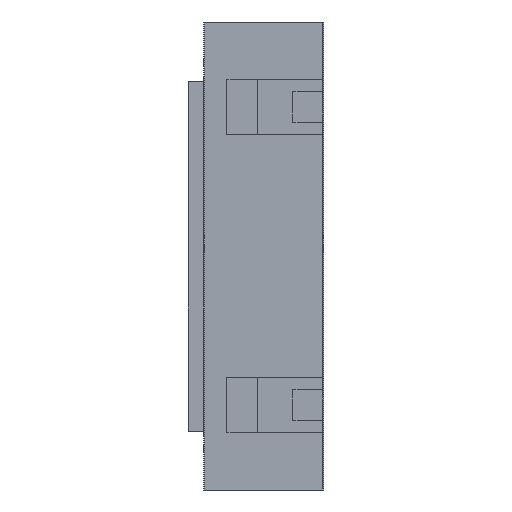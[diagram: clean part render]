
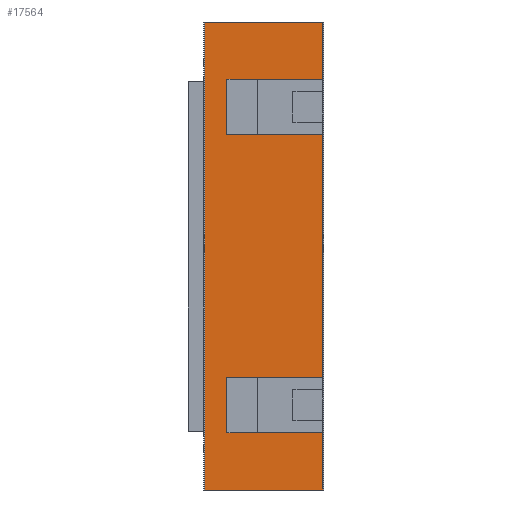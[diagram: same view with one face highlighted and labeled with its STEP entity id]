
A CAD part, front view. The second image highlights one B-rep face of the part: STEP entity #17564.
In plain terms, the highlighted planar face has unit normal (0, -1, 0).
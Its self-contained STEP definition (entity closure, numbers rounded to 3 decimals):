
#2170=DIRECTION('',(0.,0.,-1.));
#2171=VECTOR('',#2170,440.);
#2172=CARTESIAN_POINT('',(-55.5,10.5,220.));
#2173=LINE('',#2172,#2171);
#2218=DIRECTION('',(-1.,0.,0.));
#2219=VECTOR('',#2218,111.);
#2220=CARTESIAN_POINT('',(55.5,10.5,220.));
#2221=LINE('',#2220,#2219);
#2362=DIRECTION('',(1.,0.,0.));
#2363=VECTOR('',#2362,90.);
#2364=CARTESIAN_POINT('',(-34.5,10.5,166.25));
#2365=LINE('',#2364,#2363);
#2394=DIRECTION('',(0.,0.,1.));
#2395=VECTOR('',#2394,52.);
#2396=CARTESIAN_POINT('',(-34.5,10.5,114.25));
#2397=LINE('',#2396,#2395);
#2402=DIRECTION('',(1.,0.,0.));
#2403=VECTOR('',#2402,90.);
#2404=CARTESIAN_POINT('',(-34.5,10.5,114.25));
#2405=LINE('',#2404,#2403);
#2406=DIRECTION('',(0.,0.,-1.));
#2407=VECTOR('',#2406,228.5);
#2408=CARTESIAN_POINT('',(55.5,10.5,114.25));
#2409=LINE('',#2408,#2407);
#2410=DIRECTION('',(1.,0.,0.));
#2411=VECTOR('',#2410,90.);
#2412=CARTESIAN_POINT('',(-34.5,10.5,-166.25));
#2413=LINE('',#2412,#2411);
#2414=DIRECTION('',(0.,0.,-1.));
#2415=VECTOR('',#2414,53.75);
#2416=CARTESIAN_POINT('',(55.5,10.5,-166.25));
#2417=LINE('',#2416,#2415);
#2418=DIRECTION('',(-1.,0.,0.));
#2419=VECTOR('',#2418,111.);
#2420=CARTESIAN_POINT('',(55.5,10.5,-220.));
#2421=LINE('',#2420,#2419);
#2422=DIRECTION('',(0.,0.,-1.));
#2423=VECTOR('',#2422,53.75);
#2424=CARTESIAN_POINT('',(55.5,10.5,220.));
#2425=LINE('',#2424,#2423);
#2438=DIRECTION('',(1.,0.,0.));
#2439=VECTOR('',#2438,90.);
#2440=CARTESIAN_POINT('',(-34.5,10.5,-114.25));
#2441=LINE('',#2440,#2439);
#2518=DIRECTION('',(0.,0.,1.));
#2519=VECTOR('',#2518,52.);
#2520=CARTESIAN_POINT('',(-34.5,10.5,-166.25));
#2521=LINE('',#2520,#2519);
#11370=CARTESIAN_POINT('',(-55.5,10.5,-220.));
#11372=VERTEX_POINT('',#11370);
#11374=CARTESIAN_POINT('',(55.5,10.5,-220.));
#11375=VERTEX_POINT('',#11374);
#11384=CARTESIAN_POINT('',(-55.5,10.5,220.));
#11385=VERTEX_POINT('',#11384);
#11392=CARTESIAN_POINT('',(55.5,10.5,220.));
#11393=VERTEX_POINT('',#11392);
#11406=CARTESIAN_POINT('',(55.5,10.5,166.25));
#11407=VERTEX_POINT('',#11406);
#11409=CARTESIAN_POINT('',(55.5,10.5,114.25));
#11411=VERTEX_POINT('',#11409);
#11418=CARTESIAN_POINT('',(55.5,10.5,-114.25));
#11419=VERTEX_POINT('',#11418);
#11421=CARTESIAN_POINT('',(55.5,10.5,-166.25));
#11423=VERTEX_POINT('',#11421);
#11458=CARTESIAN_POINT('',(-34.5,10.5,-166.25));
#11459=VERTEX_POINT('',#11458);
#11468=CARTESIAN_POINT('',(-34.5,10.5,166.25));
#11469=VERTEX_POINT('',#11468);
#11470=CARTESIAN_POINT('',(-34.5,10.5,114.25));
#11471=VERTEX_POINT('',#11470);
#11472=CARTESIAN_POINT('',(-34.5,10.5,-114.25));
#11473=VERTEX_POINT('',#11472);
#17541=CARTESIAN_POINT('',(-55.5,10.5,-220.));
#17542=DIRECTION('',(0.,-1.,0.));
#17543=DIRECTION('',(1.,0.,0.));
#17544=AXIS2_PLACEMENT_3D('',#17541,#17542,#17543);
#17545=PLANE('',#17544);
#17546=ORIENTED_EDGE('',*,*,#17483,.F.);
#17547=ORIENTED_EDGE('',*,*,#17533,.F.);
#17548=ORIENTED_EDGE('',*,*,#17395,.T.);
#17549=ORIENTED_EDGE('',*,*,#17375,.T.);
#17551=ORIENTED_EDGE('',*,*,#17550,.F.);
#17553=ORIENTED_EDGE('',*,*,#17552,.F.);
#17555=ORIENTED_EDGE('',*,*,#17554,.T.);
#17557=ORIENTED_EDGE('',*,*,#17556,.T.);
#17558=ORIENTED_EDGE('',*,*,#17124,.T.);
#17559=ORIENTED_EDGE('',*,*,#17157,.F.);
#17560=ORIENTED_EDGE('',*,*,#17225,.F.);
#17561=ORIENTED_EDGE('',*,*,#17297,.T.);
#17562=EDGE_LOOP('',(#17546,#17547,#17548,#17549,#17551,#17553,#17555,#17557,
#17558,#17559,#17560,#17561));
#17563=FACE_OUTER_BOUND('',#17562,.F.);
#17564=ADVANCED_FACE('',(#17563),#17545,.T.);
#17124=EDGE_CURVE('',#11375,#11372,#2421,.T.);
#17157=EDGE_CURVE('',#11385,#11372,#2173,.T.);
#17225=EDGE_CURVE('',#11393,#11385,#2221,.T.);
#17297=EDGE_CURVE('',#11393,#11407,#2425,.T.);
#17375=EDGE_CURVE('',#11411,#11419,#2409,.T.);
#17395=EDGE_CURVE('',#11471,#11411,#2405,.T.);
#17483=EDGE_CURVE('',#11469,#11407,#2365,.T.);
#17533=EDGE_CURVE('',#11471,#11469,#2397,.T.);
#17550=EDGE_CURVE('',#11473,#11419,#2441,.T.);
#17552=EDGE_CURVE('',#11459,#11473,#2521,.T.);
#17554=EDGE_CURVE('',#11459,#11423,#2413,.T.);
#17556=EDGE_CURVE('',#11423,#11375,#2417,.T.);
